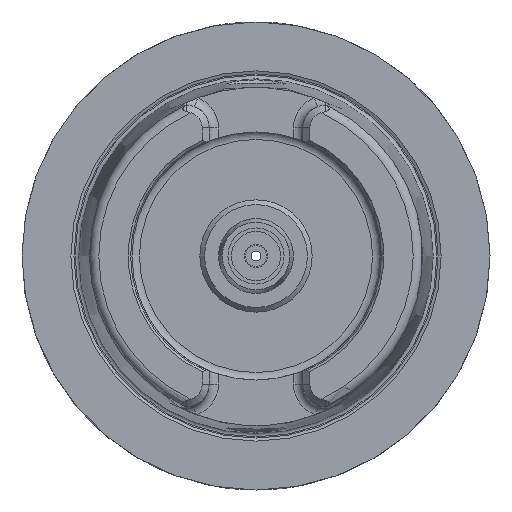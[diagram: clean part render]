
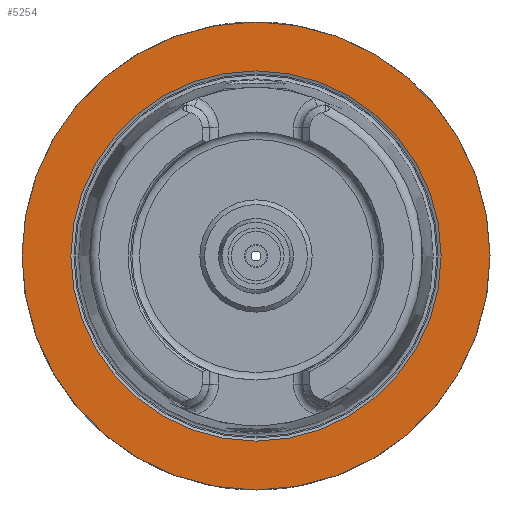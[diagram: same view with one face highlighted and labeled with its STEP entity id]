
A CAD part, left-side view. The second image highlights one B-rep face of the part: STEP entity #5254.
In plain terms, the highlighted planar face has unit normal (-1, 0, 0).
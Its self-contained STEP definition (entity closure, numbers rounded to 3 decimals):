
#4440=CARTESIAN_POINT('',(0.,50.0,0.0));
#4441=VERTEX_POINT('',#4440);
#4442=CARTESIAN_POINT('',(0.,0.,0.0));
#4443=DIRECTION('',(1.0,0.0,0.0));
#4444=DIRECTION('',(0.0,1.0,0.0));
#4445=AXIS2_PLACEMENT_3D('',#4442,#4443,#4444);
#4446=CIRCLE('',#4445,50.0);
#4447=EDGE_CURVE('',#4441,#4441,#4446,.T.);
#5228=CARTESIAN_POINT('',(0.,39.55,0.0));
#5229=VERTEX_POINT('',#5228);
#5230=CARTESIAN_POINT('',(0.,0.,0.0));
#5231=DIRECTION('',(1.0,0.0,0.0));
#5232=DIRECTION('',(0.0,1.0,0.0));
#5233=AXIS2_PLACEMENT_3D('',#5230,#5231,#5232);
#5234=CIRCLE('',#5233,39.55);
#5235=EDGE_CURVE('',#5229,#5229,#5234,.T.);
#5243=CARTESIAN_POINT('',(0.,44.775,0.0));
#5244=DIRECTION('',(-1.0,0.0,0.0));
#5245=DIRECTION('',(0.0,0.0,1.0));
#5246=AXIS2_PLACEMENT_3D('',#5243,#5244,#5245);
#5247=PLANE('',#5246);
#5248=ORIENTED_EDGE('',*,*,#4447,.F.);
#5249=EDGE_LOOP('',(#5248));
#5250=FACE_OUTER_BOUND('',#5249,.T.);
#5251=ORIENTED_EDGE('',*,*,#5235,.T.);
#5252=EDGE_LOOP('',(#5251));
#5253=FACE_BOUND('',#5252,.T.);
#5254=ADVANCED_FACE('',(#5250,#5253),#5247,.T.);
